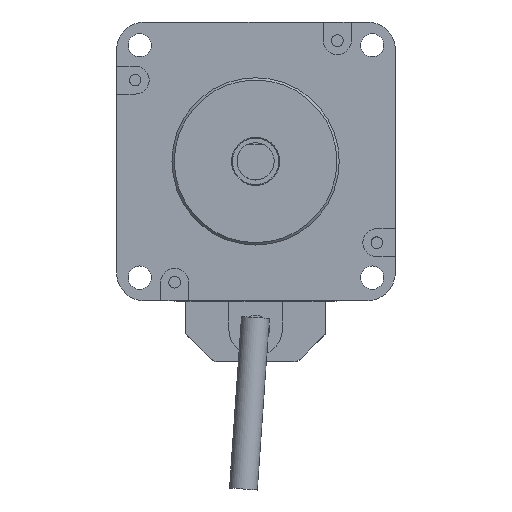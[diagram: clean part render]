
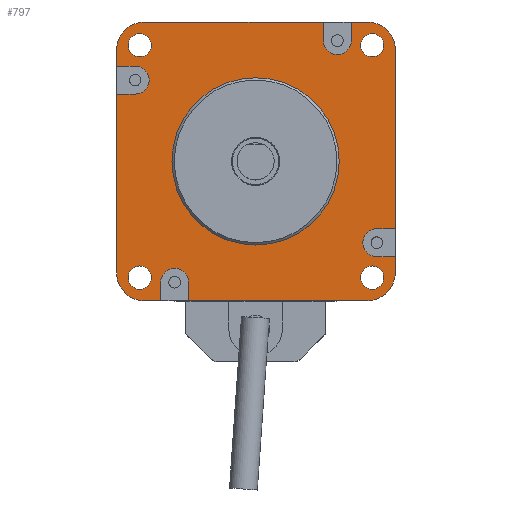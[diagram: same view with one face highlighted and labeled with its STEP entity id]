
A CAD part, top view. The second image highlights one B-rep face of the part: STEP entity #797.
In plain terms, the highlighted planar face has unit normal (0, 0, 1).
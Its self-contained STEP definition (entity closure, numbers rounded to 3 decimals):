
#238=FACE_BOUND('',#1391,.T.);
#239=FACE_BOUND('',#1392,.T.);
#240=FACE_BOUND('',#1393,.T.);
#241=FACE_BOUND('',#1394,.T.);
#242=FACE_BOUND('',#1395,.T.);
#243=FACE_BOUND('',#1396,.T.);
#542=CIRCLE('',#4484,2.5);
#544=CIRCLE('',#4487,2.5);
#546=CIRCLE('',#4490,2.5);
#548=CIRCLE('',#4493,2.5);
#550=CIRCLE('',#4496,6.);
#552=CIRCLE('',#4500,3.);
#554=CIRCLE('',#4505,6.);
#556=CIRCLE('',#4510,3.);
#558=CIRCLE('',#4515,6.178);
#560=CIRCLE('',#4520,3.);
#562=CIRCLE('',#4524,6.016);
#564=CIRCLE('',#4529,3.);
#565=CIRCLE('',#4535,5.);
#797=ADVANCED_FACE('',(#238,#239,#240,#241,#242,#243),#918,.T.);
#918=PLANE('',#4536);
#1391=EDGE_LOOP('',(#2447,#2448,#2449,#2450,#2451,#2452,#2453,#2454,#2455,
#2456,#2457,#2458,#2459,#2460,#2461,#2462,#2463,#2464,#2465,#2466,#2467,
#2468,#2469,#2470));
#1392=EDGE_LOOP('',(#2471));
#1393=EDGE_LOOP('',(#2472));
#1394=EDGE_LOOP('',(#2473));
#1395=EDGE_LOOP('',(#2474));
#1396=EDGE_LOOP('',(#2475));
#2447=ORIENTED_EDGE('',*,*,#3422,.T.);
#2448=ORIENTED_EDGE('',*,*,#3429,.T.);
#2449=ORIENTED_EDGE('',*,*,#3433,.T.);
#2450=ORIENTED_EDGE('',*,*,#3364,.T.);
#2451=ORIENTED_EDGE('',*,*,#3377,.T.);
#2452=ORIENTED_EDGE('',*,*,#3374,.T.);
#2453=ORIENTED_EDGE('',*,*,#3371,.T.);
#2454=ORIENTED_EDGE('',*,*,#3368,.T.);
#2455=ORIENTED_EDGE('',*,*,#3383,.T.);
#2456=ORIENTED_EDGE('',*,*,#3380,.T.);
#2457=ORIENTED_EDGE('',*,*,#3395,.T.);
#2458=ORIENTED_EDGE('',*,*,#3392,.T.);
#2459=ORIENTED_EDGE('',*,*,#3389,.T.);
#2460=ORIENTED_EDGE('',*,*,#3386,.T.);
#2461=ORIENTED_EDGE('',*,*,#3419,.T.);
#2462=ORIENTED_EDGE('',*,*,#3398,.T.);
#2463=ORIENTED_EDGE('',*,*,#3411,.T.);
#2464=ORIENTED_EDGE('',*,*,#3407,.F.);
#2465=ORIENTED_EDGE('',*,*,#3409,.F.);
#2466=ORIENTED_EDGE('',*,*,#3403,.F.);
#2467=ORIENTED_EDGE('',*,*,#3417,.T.);
#2468=ORIENTED_EDGE('',*,*,#3414,.T.);
#2469=ORIENTED_EDGE('',*,*,#3431,.T.);
#2470=ORIENTED_EDGE('',*,*,#3425,.T.);
#2471=ORIENTED_EDGE('',*,*,#3361,.F.);
#2472=ORIENTED_EDGE('',*,*,#3359,.F.);
#2473=ORIENTED_EDGE('',*,*,#3357,.F.);
#2474=ORIENTED_EDGE('',*,*,#3355,.F.);
#2475=ORIENTED_EDGE('',*,*,#3434,.T.);
#2828=VERTEX_POINT('',#6855);
#2830=VERTEX_POINT('',#6860);
#2832=VERTEX_POINT('',#6865);
#2834=VERTEX_POINT('',#6870);
#2837=VERTEX_POINT('',#6876);
#2838=VERTEX_POINT('',#6878);
#2841=VERTEX_POINT('',#6885);
#2842=VERTEX_POINT('',#6887);
#2844=VERTEX_POINT('',#6893);
#2846=VERTEX_POINT('',#6899);
#2849=VERTEX_POINT('',#6909);
#2850=VERTEX_POINT('',#6911);
#2853=VERTEX_POINT('',#6921);
#2854=VERTEX_POINT('',#6923);
#2856=VERTEX_POINT('',#6929);
#2858=VERTEX_POINT('',#6935);
#2861=VERTEX_POINT('',#6945);
#2862=VERTEX_POINT('',#6947);
#2863=VERTEX_POINT('',#6951);
#2866=VERTEX_POINT('',#6956);
#2868=VERTEX_POINT('',#6961);
#2870=VERTEX_POINT('',#6965);
#2873=VERTEX_POINT('',#6978);
#2874=VERTEX_POINT('',#6980);
#2877=VERTEX_POINT('',#6993);
#2878=VERTEX_POINT('',#6995);
#2880=VERTEX_POINT('',#7001);
#2882=VERTEX_POINT('',#7007);
#2883=VERTEX_POINT('',#7017);
#3355=EDGE_CURVE('',#2828,#2828,#542,.T.);
#3357=EDGE_CURVE('',#2830,#2830,#544,.T.);
#3359=EDGE_CURVE('',#2832,#2832,#546,.T.);
#3361=EDGE_CURVE('',#2834,#2834,#548,.T.);
#3364=EDGE_CURVE('',#2838,#2837,#550,.T.);
#3368=EDGE_CURVE('',#2842,#2841,#3713,.T.);
#3371=EDGE_CURVE('',#2844,#2842,#552,.T.);
#3374=EDGE_CURVE('',#2846,#2844,#3717,.T.);
#3377=EDGE_CURVE('',#2837,#2846,#3720,.T.);
#3380=EDGE_CURVE('',#2850,#2849,#554,.T.);
#3383=EDGE_CURVE('',#2841,#2850,#3724,.T.);
#3386=EDGE_CURVE('',#2854,#2853,#3727,.T.);
#3389=EDGE_CURVE('',#2856,#2854,#556,.T.);
#3392=EDGE_CURVE('',#2858,#2856,#3731,.T.);
#3395=EDGE_CURVE('',#2849,#2858,#3734,.T.);
#3398=EDGE_CURVE('',#2862,#2861,#558,.T.);
#3403=EDGE_CURVE('',#2866,#2863,#3740,.T.);
#3407=EDGE_CURVE('',#2870,#2868,#3744,.T.);
#3409=EDGE_CURVE('',#2863,#2870,#560,.T.);
#3411=EDGE_CURVE('',#2861,#2868,#3746,.T.);
#3414=EDGE_CURVE('',#2874,#2873,#562,.T.);
#3417=EDGE_CURVE('',#2866,#2874,#3750,.T.);
#3419=EDGE_CURVE('',#2853,#2862,#3752,.T.);
#3422=EDGE_CURVE('',#2878,#2877,#564,.T.);
#3425=EDGE_CURVE('',#2880,#2878,#3756,.T.);
#3429=EDGE_CURVE('',#2877,#2882,#3760,.T.);
#3431=EDGE_CURVE('',#2873,#2880,#3762,.T.);
#3433=EDGE_CURVE('',#2882,#2838,#3764,.T.);
#3434=EDGE_CURVE('',#2883,#2883,#565,.T.);
#3713=LINE('',#6886,#4040);
#3717=LINE('',#6898,#4044);
#3720=LINE('',#6903,#4047);
#3724=LINE('',#6915,#4051);
#3727=LINE('',#6922,#4054);
#3731=LINE('',#6934,#4058);
#3734=LINE('',#6939,#4061);
#3740=LINE('',#6957,#4067);
#3744=LINE('',#6966,#4071);
#3746=LINE('',#6972,#4073);
#3750=LINE('',#6984,#4077);
#3752=LINE('',#6987,#4079);
#3756=LINE('',#7000,#4083);
#3760=LINE('',#7008,#4087);
#3762=LINE('',#7011,#4089);
#3764=LINE('',#7014,#4091);
#4040=VECTOR('',#5632,1.);
#4044=VECTOR('',#5644,1.);
#4047=VECTOR('',#5649,1.);
#4051=VECTOR('',#5661,1.);
#4054=VECTOR('',#5666,1.);
#4058=VECTOR('',#5678,1.);
#4061=VECTOR('',#5683,1.);
#4067=VECTOR('',#5697,1.);
#4071=VECTOR('',#5703,1.);
#4073=VECTOR('',#5713,1.);
#4077=VECTOR('',#5725,1.);
#4079=VECTOR('',#5729,1.);
#4083=VECTOR('',#5741,1.);
#4087=VECTOR('',#5747,1.);
#4089=VECTOR('',#5751,1.);
#4091=VECTOR('',#5755,1.);
#4484=AXIS2_PLACEMENT_3D('',#6854,#5600,#5601);
#4487=AXIS2_PLACEMENT_3D('',#6859,#5606,#5607);
#4490=AXIS2_PLACEMENT_3D('',#6864,#5612,#5613);
#4493=AXIS2_PLACEMENT_3D('',#6869,#5618,#5619);
#4496=AXIS2_PLACEMENT_3D('',#6877,#5625,#5626);
#4500=AXIS2_PLACEMENT_3D('',#6892,#5638,#5639);
#4505=AXIS2_PLACEMENT_3D('',#6910,#5655,#5656);
#4510=AXIS2_PLACEMENT_3D('',#6928,#5672,#5673);
#4515=AXIS2_PLACEMENT_3D('',#6946,#5689,#5690);
#4520=AXIS2_PLACEMENT_3D('',#6969,#5708,#5709);
#4524=AXIS2_PLACEMENT_3D('',#6979,#5719,#5720);
#4529=AXIS2_PLACEMENT_3D('',#6994,#5735,#5736);
#4535=AXIS2_PLACEMENT_3D('',#7016,#5758,#5759);
#4536=AXIS2_PLACEMENT_3D('',#7018,#5760,#5761);
#5600=DIRECTION('',(0.,0.,1.));
#5601=DIRECTION('',(1.,0.,0.));
#5606=DIRECTION('',(0.,0.,1.));
#5607=DIRECTION('',(1.,0.,0.));
#5612=DIRECTION('',(0.,0.,1.));
#5613=DIRECTION('',(1.,0.,0.));
#5618=DIRECTION('',(0.,0.,1.));
#5619=DIRECTION('',(1.,0.,0.));
#5625=DIRECTION('',(0.,0.,1.));
#5626=DIRECTION('',(1.,0.,0.));
#5632=DIRECTION('',(-1.,0.,0.));
#5638=DIRECTION('',(0.,0.,-1.));
#5639=DIRECTION('',(0.,1.,0.));
#5644=DIRECTION('',(1.,0.,0.));
#5649=DIRECTION('',(0.,-1.,0.));
#5655=DIRECTION('',(0.,0.,1.));
#5656=DIRECTION('',(1.,0.,0.));
#5661=DIRECTION('',(0.,-1.,0.));
#5666=DIRECTION('',(0.,-1.,0.));
#5672=DIRECTION('',(0.,0.,-1.));
#5673=DIRECTION('',(-1.,0.,0.));
#5678=DIRECTION('',(0.,1.,0.));
#5683=DIRECTION('',(1.,0.,0.));
#5689=DIRECTION('',(0.,0.,1.));
#5690=DIRECTION('',(1.,0.,0.));
#5697=DIRECTION('',(-1.,0.,0.));
#5703=DIRECTION('',(1.,0.,0.));
#5708=DIRECTION('',(0.,0.,1.));
#5709=DIRECTION('',(0.,-1.,0.));
#5713=DIRECTION('',(0.,1.,0.));
#5719=DIRECTION('',(0.,0.,1.));
#5720=DIRECTION('',(1.,0.,0.));
#5725=DIRECTION('',(0.,1.,0.));
#5729=DIRECTION('',(1.,0.,0.));
#5735=DIRECTION('',(0.,0.,-1.));
#5736=DIRECTION('',(1.,0.,0.));
#5741=DIRECTION('',(0.,-1.,0.));
#5747=DIRECTION('',(0.,1.,0.));
#5751=DIRECTION('',(-1.,0.,0.));
#5755=DIRECTION('',(-1.,0.,0.));
#5758=DIRECTION('',(0.,0.,-1.));
#5759=DIRECTION('',(1.,0.,0.));
#5760=DIRECTION('',(0.,0.,1.));
#5761=DIRECTION('',(1.,0.,0.));
#6854=CARTESIAN_POINT('',(25.,25.,0.));
#6855=CARTESIAN_POINT('',(27.5,25.,0.));
#6859=CARTESIAN_POINT('',(25.,-25.,0.));
#6860=CARTESIAN_POINT('',(27.5,-25.,0.));
#6864=CARTESIAN_POINT('',(-25.,25.,0.));
#6865=CARTESIAN_POINT('',(-22.5,25.,0.));
#6869=CARTESIAN_POINT('',(-25.,-25.,0.));
#6870=CARTESIAN_POINT('',(-22.5,-25.,0.));
#6876=CARTESIAN_POINT('',(-30.,24.,0.));
#6877=CARTESIAN_POINT('',(-24.,24.,0.));
#6878=CARTESIAN_POINT('',(-24.,30.,0.));
#6885=CARTESIAN_POINT('',(-30.,14.5,0.));
#6886=CARTESIAN_POINT('',(-26.,14.5,0.));
#6887=CARTESIAN_POINT('',(-26.,14.5,0.));
#6892=CARTESIAN_POINT('',(-26.,17.5,0.));
#6893=CARTESIAN_POINT('',(-26.,20.5,0.));
#6898=CARTESIAN_POINT('',(-30.,20.5,0.));
#6899=CARTESIAN_POINT('',(-30.,20.5,0.));
#6903=CARTESIAN_POINT('',(-30.,24.,0.));
#6909=CARTESIAN_POINT('',(-24.,-30.,0.));
#6910=CARTESIAN_POINT('',(-24.,-24.,0.));
#6911=CARTESIAN_POINT('',(-30.,-24.,0.));
#6915=CARTESIAN_POINT('',(-30.,24.,0.));
#6921=CARTESIAN_POINT('',(-14.5,-30.,0.));
#6922=CARTESIAN_POINT('',(-14.5,-26.,0.));
#6923=CARTESIAN_POINT('',(-14.5,-26.,0.));
#6928=CARTESIAN_POINT('',(-17.5,-26.,0.));
#6929=CARTESIAN_POINT('',(-20.5,-26.,0.));
#6934=CARTESIAN_POINT('',(-20.5,-30.,0.));
#6935=CARTESIAN_POINT('',(-20.5,-30.,0.));
#6939=CARTESIAN_POINT('',(-24.,-30.,0.));
#6945=CARTESIAN_POINT('',(30.,-23.822,0.));
#6946=CARTESIAN_POINT('',(23.822,-23.822,0.));
#6947=CARTESIAN_POINT('',(23.822,-30.,0.));
#6951=CARTESIAN_POINT('',(26.,-14.5,0.));
#6956=CARTESIAN_POINT('',(30.,-14.5,0.));
#6957=CARTESIAN_POINT('',(30.,-14.5,0.));
#6961=CARTESIAN_POINT('',(30.,-20.5,0.));
#6965=CARTESIAN_POINT('',(26.,-20.5,0.));
#6966=CARTESIAN_POINT('',(26.,-20.5,0.));
#6969=CARTESIAN_POINT('',(26.,-17.5,0.));
#6972=CARTESIAN_POINT('',(30.,-23.822,0.));
#6978=CARTESIAN_POINT('',(23.984,30.,0.));
#6979=CARTESIAN_POINT('',(23.984,23.984,0.));
#6980=CARTESIAN_POINT('',(30.,23.984,0.));
#6984=CARTESIAN_POINT('',(30.,-23.822,0.));
#6987=CARTESIAN_POINT('',(-24.,-30.,0.));
#6993=CARTESIAN_POINT('',(14.5,26.,0.));
#6994=CARTESIAN_POINT('',(17.5,26.,0.));
#6995=CARTESIAN_POINT('',(20.5,26.,0.));
#7000=CARTESIAN_POINT('',(20.5,30.,0.));
#7001=CARTESIAN_POINT('',(20.5,30.,0.));
#7007=CARTESIAN_POINT('',(14.5,30.,0.));
#7008=CARTESIAN_POINT('',(14.5,26.,0.));
#7011=CARTESIAN_POINT('',(23.984,30.,0.));
#7014=CARTESIAN_POINT('',(23.984,30.,0.));
#7016=CARTESIAN_POINT('',(-0.089,0.,0.));
#7017=CARTESIAN_POINT('',(4.911,0.,0.));
#7018=CARTESIAN_POINT('',(-24.,-24.,0.));
